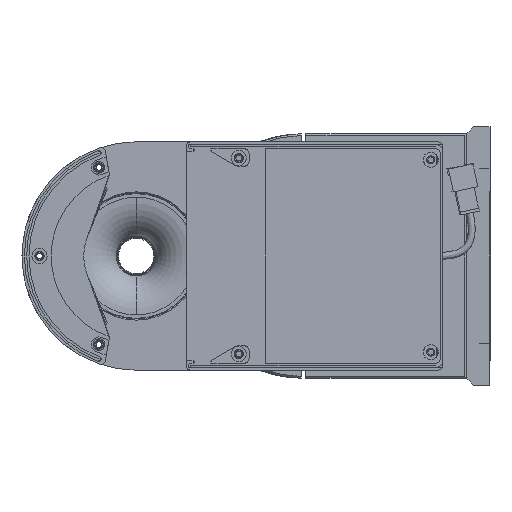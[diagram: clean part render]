
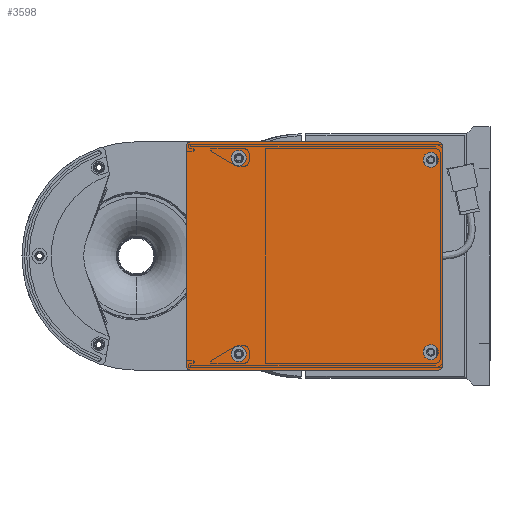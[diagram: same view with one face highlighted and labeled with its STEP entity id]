
A CAD part, front view. The second image highlights one B-rep face of the part: STEP entity #3598.
In plain terms, the highlighted planar face has unit normal (0, -1, 0).
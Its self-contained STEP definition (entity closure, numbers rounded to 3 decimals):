
#10 = FACE_OUTER_BOUND ( 'NONE', #23378, .T. ) ;
#96 = CIRCLE ( 'NONE', #17105, 3.25 ) ;
#417 = CARTESIAN_POINT ( 'NONE',  ( 44., -22.996, -42. ) ) ;
#1127 = CARTESIAN_POINT ( 'NONE',  ( 129.393, -22.996, -49. ) ) ;
#1167 = DIRECTION ( 'NONE',  ( -1., 0., 0. ) ) ;
#1202 = CIRCLE ( 'NONE', #41016, 3.25 ) ;
#2299 = EDGE_CURVE ( 'NONE', #7903, #4807, #33497, .T. ) ;
#2613 = CIRCLE ( 'NONE', #3075, 3.25 ) ;
#3075 = AXIS2_PLACEMENT_3D ( 'NONE', #5798, #27988, #8991 ) ;
#3246 = EDGE_CURVE ( 'NONE', #33633, #19815, #18926, .T. ) ;
#3348 = ORIENTED_EDGE ( 'NONE', *, *, #6309, .T. ) ;
#3487 = CIRCLE ( 'NONE', #8890, 3.25 ) ;
#3598 = ADVANCED_FACE ( 'NONE', ( #25346, #32778, #24317, #15914, #10 ), #36580, .T. ) ;
#3611 = DIRECTION ( 'NONE',  ( -1., 0., 0. ) ) ;
#4110 = EDGE_CURVE ( 'NONE', #7102, #26496, #23733, .T. ) ;
#4531 = CARTESIAN_POINT ( 'NONE',  ( 47.25, -22.996, -42. ) ) ;
#4807 = VERTEX_POINT ( 'NONE', #32380 ) ;
#5000 = VECTOR ( 'NONE', #35386, 1000. ) ;
#5321 = VERTEX_POINT ( 'NONE', #28768 ) ;
#5708 = EDGE_CURVE ( 'NONE', #34618, #34201, #96, .T. ) ;
#5798 = CARTESIAN_POINT ( 'NONE',  ( 44., -22.996, -42. ) ) ;
#6052 = CARTESIAN_POINT ( 'NONE',  ( 21.393, -22.996, 47. ) ) ;
#6053 = VERTEX_POINT ( 'NONE', #27531 ) ;
#6309 = EDGE_CURVE ( 'NONE', #6053, #21820, #31258, .T. ) ;
#6623 = CARTESIAN_POINT ( 'NONE',  ( 126.393, -22.996, 41.25 ) ) ;
#7102 = VERTEX_POINT ( 'NONE', #23049 ) ;
#7240 = LINE ( 'NONE', #35315, #24065 ) ;
#7874 = CIRCLE ( 'NONE', #29027, 3.25 ) ;
#7903 = VERTEX_POINT ( 'NONE', #22291 ) ;
#8136 = CARTESIAN_POINT ( 'NONE',  ( 44., -22.996, 42. ) ) ;
#8262 = EDGE_LOOP ( 'NONE', ( #23651, #27596 ) ) ;
#8546 = CARTESIAN_POINT ( 'NONE',  ( 40.75, -22.996, -42. ) ) ;
#8890 = AXIS2_PLACEMENT_3D ( 'NONE', #39153, #20166, #1167 ) ;
#8991 = DIRECTION ( 'NONE',  ( -1., 0., 0. ) ) ;
#9285 = CARTESIAN_POINT ( 'NONE',  ( 15.667, -22.996, -49. ) ) ;
#9517 = VECTOR ( 'NONE', #28316, 1000. ) ;
#9522 = EDGE_CURVE ( 'NONE', #38759, #20949, #7240, .T. ) ;
#9768 = EDGE_CURVE ( 'NONE', #19815, #7102, #26053, .T. ) ;
#9821 = DIRECTION ( 'NONE',  ( -1., 0., 0. ) ) ;
#9910 = CIRCLE ( 'NONE', #26010, 3.25 ) ;
#10376 = AXIS2_PLACEMENT_3D ( 'NONE', #30385, #11348, #33538 ) ;
#10619 = DIRECTION ( 'NONE',  ( 0., -1., 0. ) ) ;
#11304 = DIRECTION ( 'NONE',  ( -1., 0., 0. ) ) ;
#11348 = DIRECTION ( 'NONE',  ( 0., -1., 0. ) ) ;
#11595 = ORIENTED_EDGE ( 'NONE', *, *, #3246, .T. ) ;
#11659 = DIRECTION ( 'NONE',  ( 0., -1., 0. ) ) ;
#11690 = EDGE_CURVE ( 'NONE', #5321, #38324, #9910, .T. ) ;
#12025 = ORIENTED_EDGE ( 'NONE', *, *, #11690, .F. ) ;
#13068 = AXIS2_PLACEMENT_3D ( 'NONE', #17906, #40068, #21078 ) ;
#13936 = EDGE_LOOP ( 'NONE', ( #26722, #36650 ) ) ;
#15914 = FACE_BOUND ( 'NONE', #13936, .T. ) ;
#16464 = CIRCLE ( 'NONE', #17619, 3.25 ) ;
#16515 = ORIENTED_EDGE ( 'NONE', *, *, #27066, .T. ) ;
#17105 = AXIS2_PLACEMENT_3D ( 'NONE', #6623, #28836, #9821 ) ;
#17619 = AXIS2_PLACEMENT_3D ( 'NONE', #417, #22570, #3611 ) ;
#17906 = CARTESIAN_POINT ( 'NONE',  ( 129.393, -22.996, -47. ) ) ;
#17919 = CARTESIAN_POINT ( 'NONE',  ( 129.393, -22.996, 47. ) ) ;
#17958 = CARTESIAN_POINT ( 'NONE',  ( 126.393, -22.996, -41.25 ) ) ;
#18579 = DIRECTION ( 'NONE',  ( 0., -1., 0. ) ) ;
#18606 = DIRECTION ( 'NONE',  ( 0., -1., 0. ) ) ;
#18926 = LINE ( 'NONE', #25111, #9517 ) ;
#19527 = EDGE_CURVE ( 'NONE', #21312, #30961, #2613, .T. ) ;
#19815 = VERTEX_POINT ( 'NONE', #23345 ) ;
#20166 = DIRECTION ( 'NONE',  ( 0., -1., 0. ) ) ;
#20302 = ORIENTED_EDGE ( 'NONE', *, *, #2299, .F. ) ;
#20607 = ORIENTED_EDGE ( 'NONE', *, *, #9522, .T. ) ;
#20731 = CARTESIAN_POINT ( 'NONE',  ( 131.393, -22.996, -47. ) ) ;
#20949 = VERTEX_POINT ( 'NONE', #34065 ) ;
#21078 = DIRECTION ( 'NONE',  ( -1., 0., 0. ) ) ;
#21088 = DIRECTION ( 'NONE',  ( -1., 0., 0. ) ) ;
#21134 = DIRECTION ( 'NONE',  ( -1., 0., 0. ) ) ;
#21312 = VERTEX_POINT ( 'NONE', #8546 ) ;
#21820 = VERTEX_POINT ( 'NONE', #38727 ) ;
#21866 = EDGE_LOOP ( 'NONE', ( #29440, #12025 ) ) ;
#21996 = EDGE_CURVE ( 'NONE', #26496, #38759, #40583, .T. ) ;
#22002 = DIRECTION ( 'NONE',  ( 1., 0., 0. ) ) ;
#22291 = CARTESIAN_POINT ( 'NONE',  ( 123.143, -22.996, -41.25 ) ) ;
#22420 = ORIENTED_EDGE ( 'NONE', *, *, #35214, .T. ) ;
#22570 = DIRECTION ( 'NONE',  ( 0., -1., 0. ) ) ;
#23049 = CARTESIAN_POINT ( 'NONE',  ( 23.393, -22.996, -49. ) ) ;
#23345 = CARTESIAN_POINT ( 'NONE',  ( 21.393, -22.996, -47. ) ) ;
#23378 = EDGE_LOOP ( 'NONE', ( #3348, #16515, #11595, #30817, #39474, #25730, #20607, #22420 ) ) ;
#23651 = ORIENTED_EDGE ( 'NONE', *, *, #19527, .F. ) ;
#23733 = LINE ( 'NONE', #9285, #40608 ) ;
#24010 = EDGE_CURVE ( 'NONE', #30961, #21312, #16464, .T. ) ;
#24065 = VECTOR ( 'NONE', #28993, 1000. ) ;
#24317 = FACE_BOUND ( 'NONE', #25214, .T. ) ;
#24428 = EDGE_CURVE ( 'NONE', #34201, #34618, #3487, .T. ) ;
#24602 = CIRCLE ( 'NONE', #25210, 2. ) ;
#24644 = CARTESIAN_POINT ( 'NONE',  ( 40.75, -22.996, 42. ) ) ;
#25111 = CARTESIAN_POINT ( 'NONE',  ( 21.393, -22.996, -55. ) ) ;
#25210 = AXIS2_PLACEMENT_3D ( 'NONE', #30666, #11659, #33832 ) ;
#25214 = EDGE_LOOP ( 'NONE', ( #20302, #35078 ) ) ;
#25346 = FACE_BOUND ( 'NONE', #8262, .T. ) ;
#25730 = ORIENTED_EDGE ( 'NONE', *, *, #21996, .T. ) ;
#26010 = AXIS2_PLACEMENT_3D ( 'NONE', #37629, #18606, #40814 ) ;
#26053 = CIRCLE ( 'NONE', #37593, 2. ) ;
#26496 = VERTEX_POINT ( 'NONE', #1127 ) ;
#26722 = ORIENTED_EDGE ( 'NONE', *, *, #5708, .F. ) ;
#27066 = EDGE_CURVE ( 'NONE', #21820, #33633, #24602, .T. ) ;
#27531 = CARTESIAN_POINT ( 'NONE',  ( 129.393, -22.996, 49. ) ) ;
#27541 = CARTESIAN_POINT ( 'NONE',  ( 123.143, -22.996, 41.25 ) ) ;
#27596 = ORIENTED_EDGE ( 'NONE', *, *, #24010, .F. ) ;
#27988 = DIRECTION ( 'NONE',  ( 0., -1., 0. ) ) ;
#28316 = DIRECTION ( 'NONE',  ( 0., 0., -1. ) ) ;
#28658 = AXIS2_PLACEMENT_3D ( 'NONE', #17919, #40075, #21088 ) ;
#28768 = CARTESIAN_POINT ( 'NONE',  ( 47.25, -22.996, 42. ) ) ;
#28836 = DIRECTION ( 'NONE',  ( 0., -1., 0. ) ) ;
#28993 = DIRECTION ( 'NONE',  ( 0., 0., 1. ) ) ;
#29027 = AXIS2_PLACEMENT_3D ( 'NONE', #17958, #40126, #21134 ) ;
#29440 = ORIENTED_EDGE ( 'NONE', *, *, #38772, .F. ) ;
#29663 = CARTESIAN_POINT ( 'NONE',  ( 23.393, -22.996, -47. ) ) ;
#30346 = DIRECTION ( 'NONE',  ( 0., -1., 0. ) ) ;
#30385 = CARTESIAN_POINT ( 'NONE',  ( 250., -22.996, 0. ) ) ;
#30666 = CARTESIAN_POINT ( 'NONE',  ( 23.393, -22.996, 47. ) ) ;
#30817 = ORIENTED_EDGE ( 'NONE', *, *, #9768, .T. ) ;
#30961 = VERTEX_POINT ( 'NONE', #4531 ) ;
#31214 = CARTESIAN_POINT ( 'NONE',  ( 129.643, -22.996, 41.25 ) ) ;
#31258 = LINE ( 'NONE', #38586, #5000 ) ;
#32108 = EDGE_CURVE ( 'NONE', #4807, #7903, #7874, .T. ) ;
#32380 = CARTESIAN_POINT ( 'NONE',  ( 129.643, -22.996, -41.25 ) ) ;
#32778 = FACE_BOUND ( 'NONE', #21866, .T. ) ;
#32798 = DIRECTION ( 'NONE',  ( -1., 0., 0. ) ) ;
#33497 = CIRCLE ( 'NONE', #40660, 3.25 ) ;
#33538 = DIRECTION ( 'NONE',  ( -1., 0., 0. ) ) ;
#33633 = VERTEX_POINT ( 'NONE', #6052 ) ;
#33832 = DIRECTION ( 'NONE',  ( -1., 0., 0. ) ) ;
#34065 = CARTESIAN_POINT ( 'NONE',  ( 131.393, -22.996, 47. ) ) ;
#34201 = VERTEX_POINT ( 'NONE', #31214 ) ;
#34618 = VERTEX_POINT ( 'NONE', #27541 ) ;
#34957 = CIRCLE ( 'NONE', #28658, 2. ) ;
#35078 = ORIENTED_EDGE ( 'NONE', *, *, #32108, .F. ) ;
#35214 = EDGE_CURVE ( 'NONE', #20949, #6053, #34957, .T. ) ;
#35315 = CARTESIAN_POINT ( 'NONE',  ( 131.393, -22.996, -49. ) ) ;
#35386 = DIRECTION ( 'NONE',  ( -1., 0., 0. ) ) ;
#36580 = PLANE ( 'NONE',  #10376 ) ;
#36650 = ORIENTED_EDGE ( 'NONE', *, *, #24428, .F. ) ;
#37593 = AXIS2_PLACEMENT_3D ( 'NONE', #29663, #10619, #32798 ) ;
#37614 = CARTESIAN_POINT ( 'NONE',  ( 126.393, -22.996, -41.25 ) ) ;
#37629 = CARTESIAN_POINT ( 'NONE',  ( 44., -22.996, 42. ) ) ;
#38324 = VERTEX_POINT ( 'NONE', #24644 ) ;
#38586 = CARTESIAN_POINT ( 'NONE',  ( 131.393, -22.996, 49. ) ) ;
#38727 = CARTESIAN_POINT ( 'NONE',  ( 23.393, -22.996, 49. ) ) ;
#38759 = VERTEX_POINT ( 'NONE', #20731 ) ;
#38772 = EDGE_CURVE ( 'NONE', #38324, #5321, #1202, .T. ) ;
#39153 = CARTESIAN_POINT ( 'NONE',  ( 126.393, -22.996, 41.25 ) ) ;
#39474 = ORIENTED_EDGE ( 'NONE', *, *, #4110, .T. ) ;
#40068 = DIRECTION ( 'NONE',  ( 0., -1., 0. ) ) ;
#40075 = DIRECTION ( 'NONE',  ( 0., -1., 0. ) ) ;
#40126 = DIRECTION ( 'NONE',  ( 0., -1., 0. ) ) ;
#40583 = CIRCLE ( 'NONE', #13068, 2. ) ;
#40608 = VECTOR ( 'NONE', #22002, 1000. ) ;
#40660 = AXIS2_PLACEMENT_3D ( 'NONE', #37614, #18579, #40787 ) ;
#40787 = DIRECTION ( 'NONE',  ( -1., 0., 0. ) ) ;
#40814 = DIRECTION ( 'NONE',  ( -1., 0., 0. ) ) ;
#41016 = AXIS2_PLACEMENT_3D ( 'NONE', #8136, #30346, #11304 ) ;
